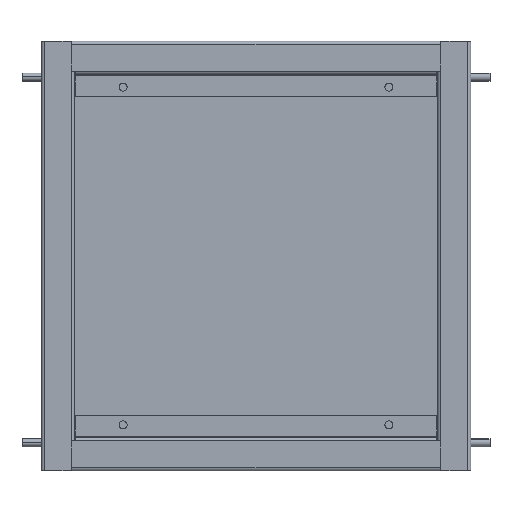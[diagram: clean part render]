
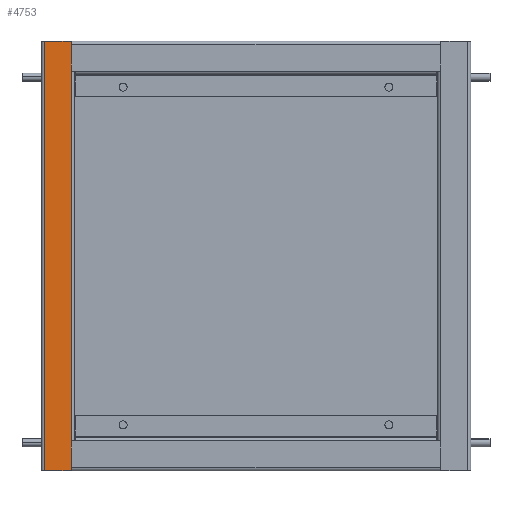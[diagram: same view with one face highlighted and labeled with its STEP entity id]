
A CAD part, front view. The second image highlights one B-rep face of the part: STEP entity #4753.
In plain terms, the highlighted planar face has unit normal (0, -1, 0).
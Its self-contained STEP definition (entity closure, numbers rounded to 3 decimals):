
#43 = EDGE_CURVE ( 'NONE', #4020, #3074, #3957, .T. ) ;
#124 = CARTESIAN_POINT ( 'NONE',  ( 22.5, 0., -161.5 ) ) ;
#203 = VERTEX_POINT ( 'NONE', #678 ) ;
#207 = LINE ( 'NONE', #3352, #2902 ) ;
#455 = LINE ( 'NONE', #885, #4575 ) ;
#678 = CARTESIAN_POINT ( 'NONE',  ( 2.5, 0., -161.5 ) ) ;
#885 = CARTESIAN_POINT ( 'NONE',  ( 22.5, 0., 161.5 ) ) ;
#933 = DIRECTION ( 'NONE',  ( -1., 0., 0. ) ) ;
#940 = LINE ( 'NONE', #124, #2569 ) ;
#982 = VERTEX_POINT ( 'NONE', #2293 ) ;
#1020 = ORIENTED_EDGE ( 'NONE', *, *, #43, .T. ) ;
#1090 = EDGE_CURVE ( 'NONE', #3479, #1670, #455, .T. ) ;
#1139 = DIRECTION ( 'NONE',  ( 0., 0., -1. ) ) ;
#1156 = ORIENTED_EDGE ( 'NONE', *, *, #3805, .T. ) ;
#1458 = VECTOR ( 'NONE', #4918, 1000. ) ;
#1505 = CARTESIAN_POINT ( 'NONE',  ( 0., 0., 0. ) ) ;
#1513 = CARTESIAN_POINT ( 'NONE',  ( 22.5, 0., 139. ) ) ;
#1670 = VERTEX_POINT ( 'NONE', #1513 ) ;
#1819 = VECTOR ( 'NONE', #4049, 1000. ) ;
#1892 = EDGE_CURVE ( 'NONE', #982, #3479, #207, .T. ) ;
#1987 = CARTESIAN_POINT ( 'NONE',  ( 0., 0., -161.5 ) ) ;
#2271 = VECTOR ( 'NONE', #933, 1000. ) ;
#2293 = CARTESIAN_POINT ( 'NONE',  ( 2.5, 0., 161.5 ) ) ;
#2334 = LINE ( 'NONE', #1987, #2271 ) ;
#2569 = VECTOR ( 'NONE', #3977, 1000. ) ;
#2620 = CARTESIAN_POINT ( 'NONE',  ( 22.5, 0., 161.5 ) ) ;
#2625 = ORIENTED_EDGE ( 'NONE', *, *, #4841, .T. ) ;
#2760 = ORIENTED_EDGE ( 'NONE', *, *, #1892, .F. ) ;
#2902 = VECTOR ( 'NONE', #3276, 1000. ) ;
#3024 = FACE_OUTER_BOUND ( 'NONE', #3543, .T. ) ;
#3045 = DIRECTION ( 'NONE',  ( 0., -1., 0. ) ) ;
#3074 = VERTEX_POINT ( 'NONE', #4911 ) ;
#3272 = CARTESIAN_POINT ( 'NONE',  ( 22.5, 0., -161.5 ) ) ;
#3276 = DIRECTION ( 'NONE',  ( 1., 0., 0. ) ) ;
#3352 = CARTESIAN_POINT ( 'NONE',  ( 25., 0., 161.5 ) ) ;
#3396 = CARTESIAN_POINT ( 'NONE',  ( 2.5, 0., 161.5 ) ) ;
#3479 = VERTEX_POINT ( 'NONE', #2620 ) ;
#3543 = EDGE_LOOP ( 'NONE', ( #4959, #1020, #2625, #4702, #2760, #1156 ) ) ;
#3596 = DIRECTION ( 'NONE',  ( 0., 0., -1. ) ) ;
#3805 = EDGE_CURVE ( 'NONE', #982, #203, #3816, .T. ) ;
#3816 = LINE ( 'NONE', #3396, #1458 ) ;
#3957 = LINE ( 'NONE', #3272, #1819 ) ;
#3974 = EDGE_CURVE ( 'NONE', #4020, #203, #2334, .T. ) ;
#3977 = DIRECTION ( 'NONE',  ( 0., 0., 1. ) ) ;
#3990 = CARTESIAN_POINT ( 'NONE',  ( 22.5, 0., -161.5 ) ) ;
#4020 = VERTEX_POINT ( 'NONE', #3990 ) ;
#4049 = DIRECTION ( 'NONE',  ( 0., 0., 1. ) ) ;
#4170 = AXIS2_PLACEMENT_3D ( 'NONE', #1505, #3045, #1139 ) ;
#4575 = VECTOR ( 'NONE', #3596, 1000. ) ;
#4702 = ORIENTED_EDGE ( 'NONE', *, *, #1090, .F. ) ;
#4753 = ADVANCED_FACE ( 'NONE', ( #3024 ), #4949, .T. ) ;
#4841 = EDGE_CURVE ( 'NONE', #3074, #1670, #940, .T. ) ;
#4911 = CARTESIAN_POINT ( 'NONE',  ( 22.5, 0., -139. ) ) ;
#4918 = DIRECTION ( 'NONE',  ( 0., 0., -1. ) ) ;
#4949 = PLANE ( 'NONE',  #4170 ) ;
#4959 = ORIENTED_EDGE ( 'NONE', *, *, #3974, .F. ) ;
